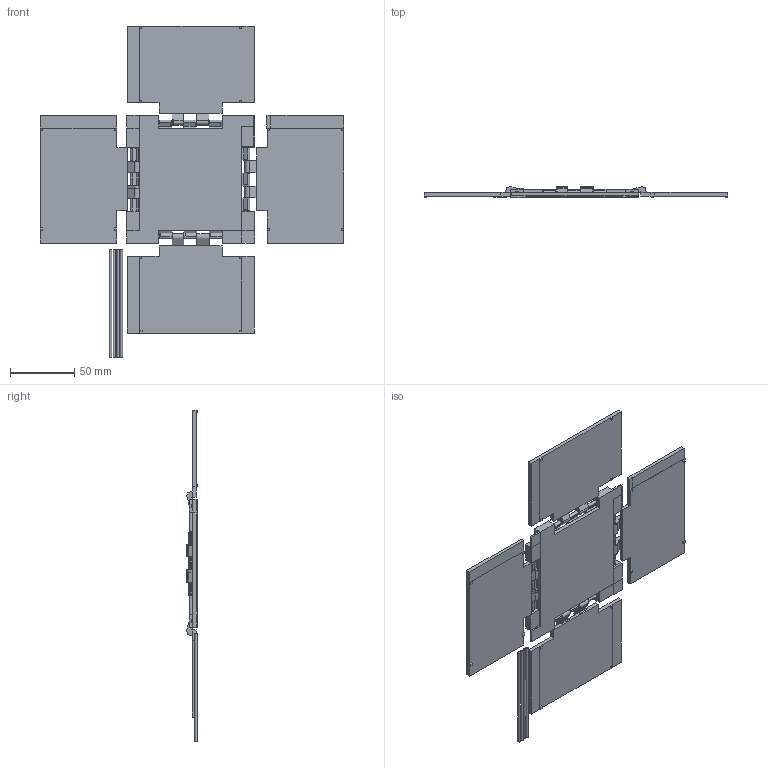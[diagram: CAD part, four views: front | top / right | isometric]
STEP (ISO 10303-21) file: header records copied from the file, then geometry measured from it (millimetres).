
FILE_DESCRIPTION(/* description */ (''),/* implementation_level */ '2;1');
FILE_NAME(/* name */ 'hinged_box v15.step',/* time_stamp */ '2024-08-25T21:30:06-07:00',/* author */ (''),/* organization */ (''),/* preprocessor_version */ 'ST-DEVELOPER v20',/* originating_system */ 'Autodesk Translation Framework v13.14.0.145',/* authorisation */ '');
FILE_SCHEMA (('AUTOMOTIVE_DESIGN { 1 0 10303 214 3 1 1 }'));
Length unit declared in the file: millimetre
Products named in the file (1): hinged_box
Bounding box: 237.2 x 8.56 x 259.2 mm (x, y, z)
Volume: 111218 mm3; surface area: 89647.3 mm2
Topology: 60 solids, 60 shells, 767 faces, 1926 edges, 1283 vertices
Faces by surface type: plane 570, cylinder 197
Full cylindrical faces by diameter (mm): 1.9 x4, 2 x12, 2.1 x14
Entity records: 22958 total; most frequent: CARTESIAN_POINT 3977, DIRECTION 3882, ORIENTED_EDGE 3852, EDGE_CURVE 1926, LINE 1506, VECTOR 1506, VERTEX_POINT 1283, AXIS2_PLACEMENT_3D 1188
